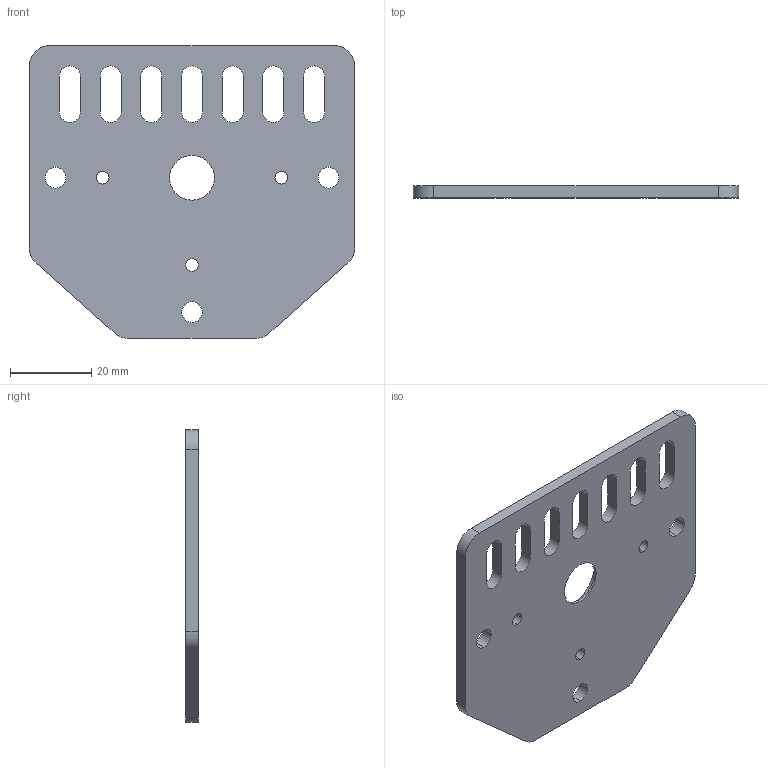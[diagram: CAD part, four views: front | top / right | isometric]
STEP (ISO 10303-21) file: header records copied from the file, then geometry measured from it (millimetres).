
FILE_DESCRIPTION (( 'STEP AP214' ), '1' );
FILE_NAME ('A161 Îïîðíàÿ ïëàñòèíà 72x80 òðàïåöåèäàëüíîãî âèíòà - ïîä äâèãàòåëü Nema 23.STEP', '2020-09-29T08:11:50', ( 'Windows User' ), ( '' ), 'SwSTEP 2.0', 'SolidWorks 2020', '' );
FILE_SCHEMA (( 'AUTOMOTIVE_DESIGN' ));
Length unit declared in the file: millimetre
Products named in the file (1): A161 Îïîðíàÿ ïëàñòèíà 72x80 òðàïåöåèäàëüíîãî âèíòà - ïîä äâèãàòåëü Nema 23
Bounding box: 80 x 3 x 72 mm (x, y, z)
Volume: 13703.9 mm3; surface area: 11209.4 mm2
Topology: 1 solids, 1 shells, 66 faces, 189 edges, 126 vertices
Faces by surface type: cylinder 43, plane 23
Entity records: 2289 total; most frequent: DIRECTION 409, CARTESIAN_POINT 382, ORIENTED_EDGE 378, EDGE_CURVE 189, AXIS2_PLACEMENT_3D 153, VERTEX_POINT 126, VECTOR 103, LINE 103
